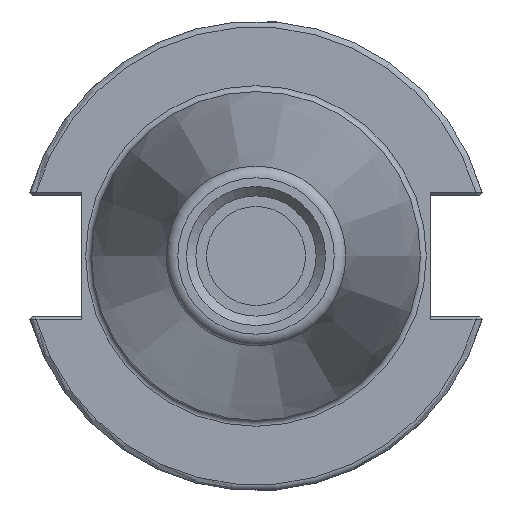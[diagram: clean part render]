
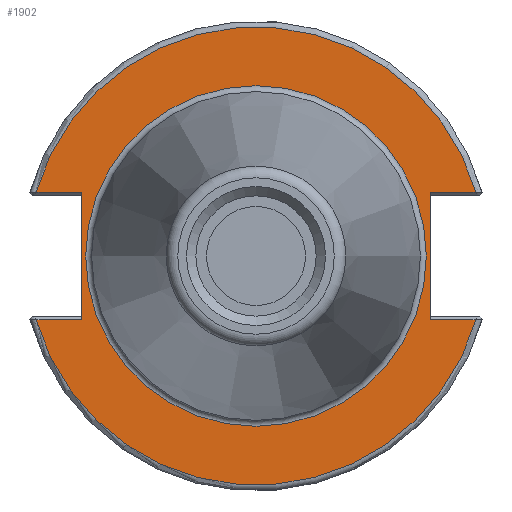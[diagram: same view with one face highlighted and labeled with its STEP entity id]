
A CAD part, left-side view. The second image highlights one B-rep face of the part: STEP entity #1902.
In plain terms, the highlighted planar face has unit normal (-1, 0, 0).
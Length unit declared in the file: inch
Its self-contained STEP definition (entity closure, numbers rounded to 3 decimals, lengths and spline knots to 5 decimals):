
#154=LINE('',#2783,#258);
#155=LINE('',#2785,#259);
#156=LINE('',#2787,#260);
#157=LINE('',#2791,#261);
#158=LINE('',#2793,#262);
#159=LINE('',#2795,#263);
#258=VECTOR('',#2341,0.24091);
#259=VECTOR('',#2342,0.67625);
#260=VECTOR('',#2343,0.24091);
#261=VECTOR('',#2346,0.24091);
#262=VECTOR('',#2347,0.67625);
#263=VECTOR('',#2348,0.24091);
#402=PLANE('',#2066);
#445=FACE_BOUND('',#626,.T.);
#496=FACE_OUTER_BOUND('',#625,.T.);
#625=EDGE_LOOP('',(#1338,#1339,#1340,#1341,#1342,#1343,#1344,#1345));
#626=EDGE_LOOP('',(#1346));
#748=CIRCLE('',#2064,0.90625);
#750=CIRCLE('',#2067,1.21875);
#751=CIRCLE('',#2068,1.21875);
#831=VERTEX_POINT('',#2776);
#833=VERTEX_POINT('',#2781);
#834=VERTEX_POINT('',#2782);
#835=VERTEX_POINT('',#2784);
#836=VERTEX_POINT('',#2786);
#837=VERTEX_POINT('',#2788);
#838=VERTEX_POINT('',#2790);
#839=VERTEX_POINT('',#2792);
#840=VERTEX_POINT('',#2794);
#1034=EDGE_CURVE('',#831,#831,#748,.T.);
#1036=EDGE_CURVE('',#833,#834,#154,.T.);
#1037=EDGE_CURVE('',#835,#833,#155,.T.);
#1038=EDGE_CURVE('',#836,#835,#156,.T.);
#1039=EDGE_CURVE('',#837,#836,#750,.T.);
#1040=EDGE_CURVE('',#838,#837,#157,.T.);
#1041=EDGE_CURVE('',#839,#838,#158,.T.);
#1042=EDGE_CURVE('',#840,#839,#159,.T.);
#1043=EDGE_CURVE('',#834,#840,#751,.T.);
#1338=ORIENTED_EDGE('',*,*,#1036,.F.);
#1339=ORIENTED_EDGE('',*,*,#1037,.F.);
#1340=ORIENTED_EDGE('',*,*,#1038,.F.);
#1341=ORIENTED_EDGE('',*,*,#1039,.F.);
#1342=ORIENTED_EDGE('',*,*,#1040,.F.);
#1343=ORIENTED_EDGE('',*,*,#1041,.F.);
#1344=ORIENTED_EDGE('',*,*,#1042,.F.);
#1345=ORIENTED_EDGE('',*,*,#1043,.F.);
#1346=ORIENTED_EDGE('',*,*,#1034,.F.);
#1902=ADVANCED_FACE('',(#496,#445),#402,.T.);
#2064=AXIS2_PLACEMENT_3D('',#2777,#2335,#2336);
#2066=AXIS2_PLACEMENT_3D('',#2780,#2339,#2340);
#2067=AXIS2_PLACEMENT_3D('',#2789,#2344,#2345);
#2068=AXIS2_PLACEMENT_3D('',#2796,#2349,#2350);
#2335=DIRECTION('center_axis',(-1.,0.,0.));
#2336=DIRECTION('ref_axis',(0.,1.,0.));
#2339=DIRECTION('center_axis',(-1.,0.,0.));
#2340=DIRECTION('ref_axis',(0.,0.,1.));
#2341=DIRECTION('',(0.,-1.,0.));
#2342=DIRECTION('',(0.,0.,-1.));
#2343=DIRECTION('',(0.,1.,0.));
#2344=DIRECTION('center_axis',(1.,0.,0.));
#2345=DIRECTION('ref_axis',(0.,0.,1.));
#2346=DIRECTION('',(0.,1.,0.));
#2347=DIRECTION('',(0.,0.,1.));
#2348=DIRECTION('',(0.,-1.,0.));
#2349=DIRECTION('center_axis',(1.,0.,0.));
#2350=DIRECTION('ref_axis',(0.,0.,-1.));
#2776=CARTESIAN_POINT('',(2.815,-0.90625,0.));
#2777=CARTESIAN_POINT('Origin',(2.815,0.,0.));
#2780=CARTESIAN_POINT('Origin',(2.815,-0.875,0.));
#2781=CARTESIAN_POINT('',(2.815,-0.93,-0.33813));
#2782=CARTESIAN_POINT('',(2.815,-1.17091,-0.33813));
#2783=CARTESIAN_POINT('',(2.815,-0.9025,-0.33813));
#2784=CARTESIAN_POINT('',(2.815,-0.93,0.33813));
#2785=CARTESIAN_POINT('',(2.815,-0.93,0.16125));
#2786=CARTESIAN_POINT('',(2.815,-1.17091,0.33813));
#2787=CARTESIAN_POINT('',(2.815,-1.1525,0.33813));
#2788=CARTESIAN_POINT('',(2.815,1.17091,0.33813));
#2789=CARTESIAN_POINT('Origin',(2.815,0.,0.));
#2790=CARTESIAN_POINT('',(2.815,0.93,0.33813));
#2791=CARTESIAN_POINT('',(2.815,0.0275,0.33813));
#2792=CARTESIAN_POINT('',(2.815,0.93,-0.33813));
#2793=CARTESIAN_POINT('',(2.815,0.93,-0.16125));
#2794=CARTESIAN_POINT('',(2.815,1.17091,-0.33813));
#2795=CARTESIAN_POINT('',(2.815,0.2775,-0.33813));
#2796=CARTESIAN_POINT('Origin',(2.815,0.,0.));
